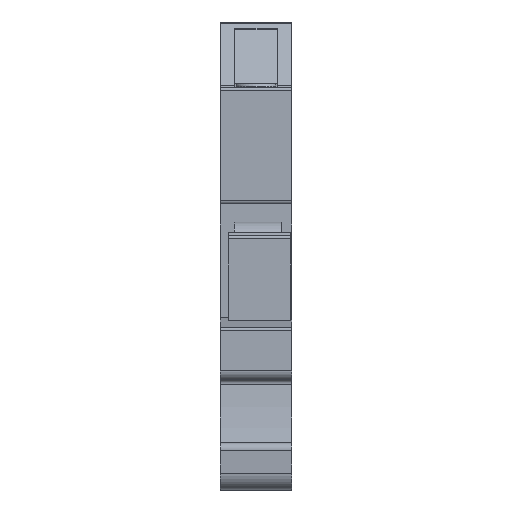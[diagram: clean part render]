
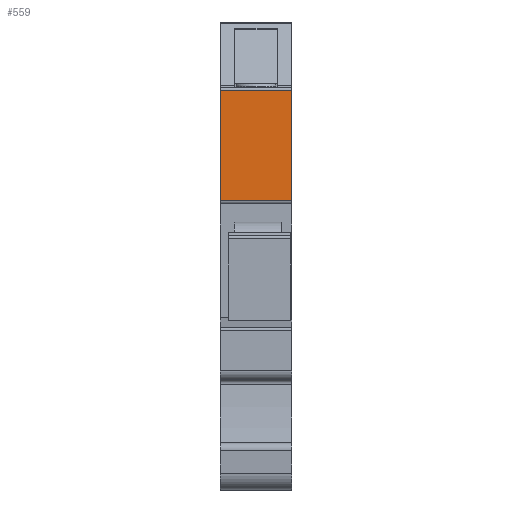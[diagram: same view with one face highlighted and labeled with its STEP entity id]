
A CAD part, front view. The second image highlights one B-rep face of the part: STEP entity #559.
In plain terms, the highlighted planar face has unit normal (0, -1, 0).
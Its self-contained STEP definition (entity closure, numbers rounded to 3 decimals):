
#541=AXIS2_PLACEMENT_3D('Plane Axis2P3D',#538,#539,#540) ;
#445=CARTESIAN_POINT('Vertex',(0.,2.268,45.15)) ;
#448=CARTESIAN_POINT('Line Origine',(4.05,2.268,45.15)) ;
#452=CARTESIAN_POINT('Vertex',(8.1,2.268,45.15)) ;
#503=CARTESIAN_POINT('Line Origine',(4.05,2.268,32.65)) ;
#507=CARTESIAN_POINT('Vertex',(0.,2.268,32.65)) ;
#509=CARTESIAN_POINT('Vertex',(8.1,2.268,32.65)) ;
#538=CARTESIAN_POINT('Axis2P3D Location',(0.,2.268,32.65)) ;
#543=CARTESIAN_POINT('Line Origine',(8.1,2.268,38.9)) ;
#548=CARTESIAN_POINT('Line Origine',(0.,2.268,38.9)) ;
#449=DIRECTION('Vector Direction',(1.,0.,0.)) ;
#504=DIRECTION('Vector Direction',(1.,0.,0.)) ;
#539=DIRECTION('Axis2P3D Direction',(0.,1.,0.)) ;
#540=DIRECTION('Axis2P3D XDirection',(0.,0.,1.)) ;
#544=DIRECTION('Vector Direction',(0.,0.,1.)) ;
#549=DIRECTION('Vector Direction',(0.,0.,1.)) ;
#450=VECTOR('Line Direction',#449,1.) ;
#505=VECTOR('Line Direction',#504,1.) ;
#545=VECTOR('Line Direction',#544,1.) ;
#550=VECTOR('Line Direction',#549,1.) ;
#554=ORIENTED_EDGE('',*,*,#547,.T.) ;
#555=ORIENTED_EDGE('',*,*,#454,.F.) ;
#556=ORIENTED_EDGE('',*,*,#552,.F.) ;
#557=ORIENTED_EDGE('',*,*,#511,.T.) ;
#559=ADVANCED_FACE('MLD',(#558),#542,.F.) ;
#454=EDGE_CURVE('',#446,#453,#451,.T.) ;
#511=EDGE_CURVE('',#508,#510,#506,.T.) ;
#547=EDGE_CURVE('',#510,#453,#546,.T.) ;
#552=EDGE_CURVE('',#508,#446,#551,.T.) ;
#553=EDGE_LOOP('',(#554,#555,#556,#557)) ;
#558=FACE_OUTER_BOUND('',#553,.T.) ;
#451=LINE('Line',#448,#450) ;
#506=LINE('Line',#503,#505) ;
#546=LINE('Line',#543,#545) ;
#551=LINE('Line',#548,#550) ;
#542=PLANE('',#541) ;
#446=VERTEX_POINT('',#445) ;
#453=VERTEX_POINT('',#452) ;
#508=VERTEX_POINT('',#507) ;
#510=VERTEX_POINT('',#509) ;
